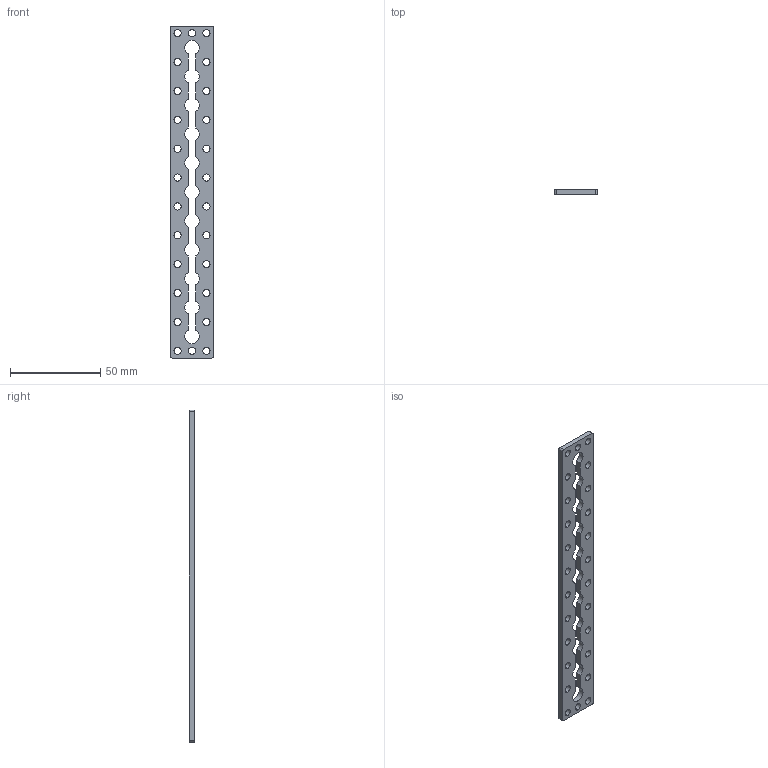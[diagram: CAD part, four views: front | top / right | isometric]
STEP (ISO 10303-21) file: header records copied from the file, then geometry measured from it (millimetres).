
FILE_DESCRIPTION (( 'STEP AP203' ), '1' );
FILE_NAME ('蟀諉え_啣_0324-184_聆餅makebloc', '2024-07-18T15:57:14', ( '' ), ( '' ), 'SwSTEP 2.0', 'SolidWorks 2022', '' );
FILE_SCHEMA (( 'CONFIG_CONTROL_DESIGN' ));
Length unit declared in the file: millimetre
Products named in the file (1): 蟀諉え_啣_0324-184_聆餅makeblockeblockeblock
Bounding box: 24 x 3 x 184 mm (x, y, z)
Volume: 9604.8 mm3; surface area: 9748.6 mm2
Topology: 1 solids, 1 shells, 103 faces, 303 edges, 202 vertices
Faces by surface type: cylinder 77, plane 26
Entity records: 3696 total; most frequent: DIRECTION 665, CARTESIAN_POINT 609, ORIENTED_EDGE 606, EDGE_CURVE 303, AXIS2_PLACEMENT_3D 258, VERTEX_POINT 202, EDGE_LOOP 157, CIRCLE 154
